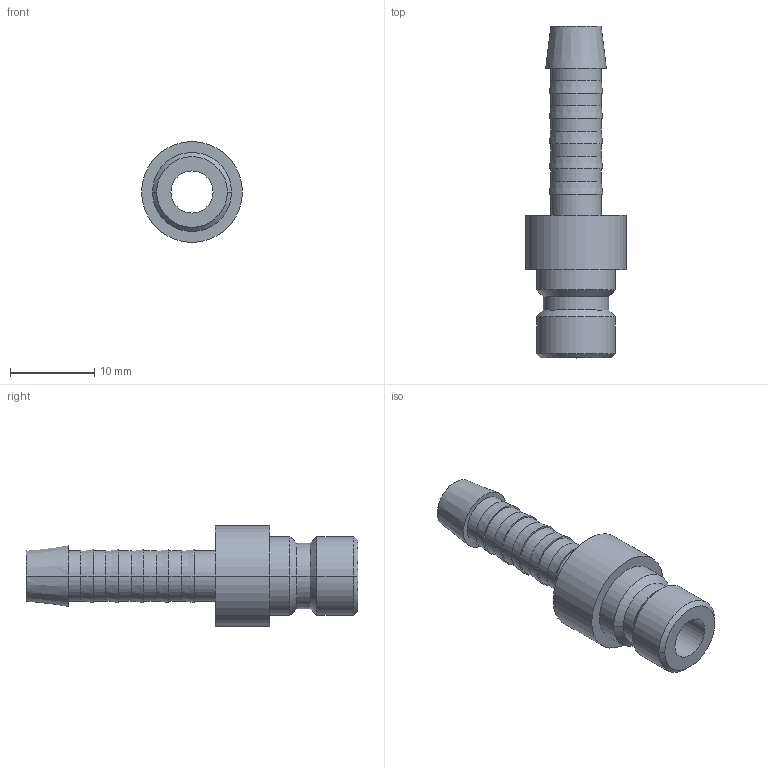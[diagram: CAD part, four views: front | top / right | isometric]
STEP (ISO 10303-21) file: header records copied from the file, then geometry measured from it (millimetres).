
FILE_DESCRIPTION(('STEP AP214'),'1');
FILE_NAME('esdm_6_sl.stp','2020-04-22T06:12:21',('TraceParts'),('TraceParts S.A.'),'Spatial InterOp 3D',' ',' ');
FILE_SCHEMA(('automotive_design'));
Length unit declared in the file: millimetre
Products named in the file (1): 1
Bounding box: 12 x 39.5 x 12 mm (x, y, z)
Volume: 1312.6 mm3; surface area: 1830 mm2
Topology: 1 solids, 1 shells, 50 faces, 100 edges, 60 vertices
Faces by surface type: cylinder 22, cone 18, plane 10
Entity records: 1724 total; most frequent: DIRECTION 262, CARTESIAN_POINT 211, ORIENTED_EDGE 200, AXIS2_PLACEMENT_3D 111, EDGE_CURVE 100, EDGE_LOOP 60, VERTEX_POINT 60, CIRCLE 60
